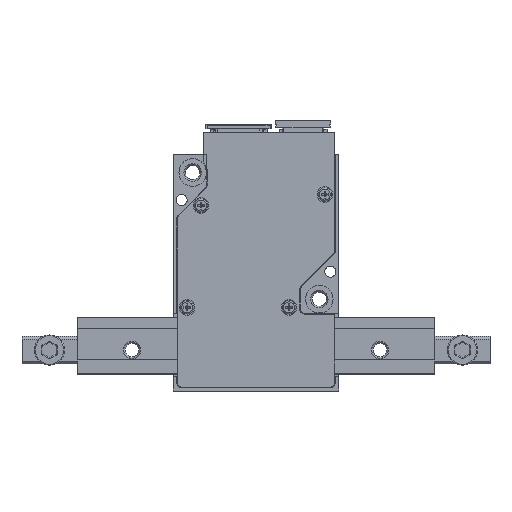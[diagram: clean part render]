
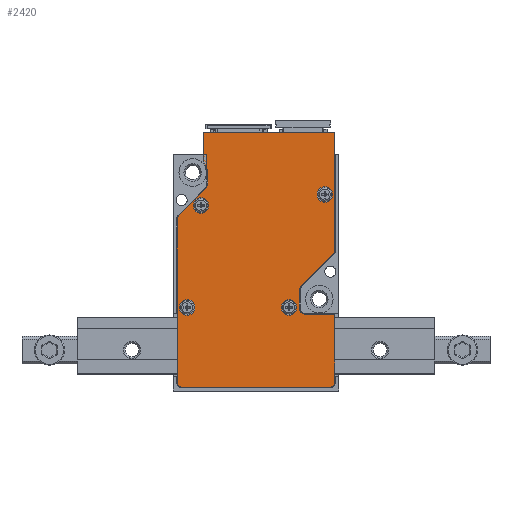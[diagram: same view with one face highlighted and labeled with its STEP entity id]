
A CAD part, top view. The second image highlights one B-rep face of the part: STEP entity #2420.
In plain terms, the highlighted planar face has unit normal (0, 0, 1).
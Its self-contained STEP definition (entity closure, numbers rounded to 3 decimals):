
#1918=FACE_BOUND('',#6246,.T.);
#1919=FACE_BOUND('',#6247,.T.);
#1920=FACE_BOUND('',#6248,.T.);
#1921=FACE_BOUND('',#6249,.T.);
#1922=FACE_BOUND('',#6250,.T.);
#2420=ADVANCED_FACE('',(#1918,#1919,#1920,#1921,#1922),#3593,.F.);
#3593=PLANE('',#28245);
#6246=EDGE_LOOP('',(#9685));
#6247=EDGE_LOOP('',(#9686));
#6248=EDGE_LOOP('',(#9687));
#6249=EDGE_LOOP('',(#9688));
#6250=EDGE_LOOP('',(#9689,#9690,#9691,#9692,#9693,#9694,#9695,#9696,#9697,
#9698,#9699,#9700,#9701,#9702,#9703,#9704,#9705,#9706,#9707));
#7644=CIRCLE('',#28230,2.7);
#7645=CIRCLE('',#28234,1.4);
#7646=CIRCLE('',#28235,1.4);
#7647=CIRCLE('',#28236,1.4);
#7648=CIRCLE('',#28237,1.4);
#7649=CIRCLE('',#28238,1.1);
#7650=CIRCLE('',#28239,0.9);
#7651=CIRCLE('',#28240,1.1);
#7652=CIRCLE('',#28241,0.9);
#7653=CIRCLE('',#28242,0.9);
#7654=CIRCLE('',#28243,0.9);
#7655=CIRCLE('',#28244,1.1);
#9685=ORIENTED_EDGE('',*,*,#18691,.T.);
#9686=ORIENTED_EDGE('',*,*,#18692,.T.);
#9687=ORIENTED_EDGE('',*,*,#18693,.T.);
#9688=ORIENTED_EDGE('',*,*,#18694,.T.);
#9689=ORIENTED_EDGE('',*,*,#18663,.T.);
#9690=ORIENTED_EDGE('',*,*,#18695,.T.);
#9691=ORIENTED_EDGE('',*,*,#18667,.T.);
#9692=ORIENTED_EDGE('',*,*,#18696,.T.);
#9693=ORIENTED_EDGE('',*,*,#18671,.T.);
#9694=ORIENTED_EDGE('',*,*,#18677,.T.);
#9695=ORIENTED_EDGE('',*,*,#18680,.T.);
#9696=ORIENTED_EDGE('',*,*,#18683,.T.);
#9697=ORIENTED_EDGE('',*,*,#18686,.T.);
#9698=ORIENTED_EDGE('',*,*,#18697,.T.);
#9699=ORIENTED_EDGE('',*,*,#18687,.T.);
#9700=ORIENTED_EDGE('',*,*,#18698,.T.);
#9701=ORIENTED_EDGE('',*,*,#18650,.T.);
#9702=ORIENTED_EDGE('',*,*,#18699,.T.);
#9703=ORIENTED_EDGE('',*,*,#18654,.T.);
#9704=ORIENTED_EDGE('',*,*,#18700,.T.);
#9705=ORIENTED_EDGE('',*,*,#18656,.T.);
#9706=ORIENTED_EDGE('',*,*,#18662,.T.);
#9707=ORIENTED_EDGE('',*,*,#18701,.T.);
#15921=VERTEX_POINT('',#42228);
#15922=VERTEX_POINT('',#42230);
#15925=VERTEX_POINT('',#42237);
#15926=VERTEX_POINT('',#42239);
#15927=VERTEX_POINT('',#42243);
#15928=VERTEX_POINT('',#42244);
#15932=VERTEX_POINT('',#42254);
#15933=VERTEX_POINT('',#42258);
#15934=VERTEX_POINT('',#42259);
#15937=VERTEX_POINT('',#42267);
#15938=VERTEX_POINT('',#42268);
#15941=VERTEX_POINT('',#42276);
#15942=VERTEX_POINT('',#42277);
#15946=VERTEX_POINT('',#42287);
#15948=VERTEX_POINT('',#42293);
#15950=VERTEX_POINT('',#42299);
#15952=VERTEX_POINT('',#42305);
#15953=VERTEX_POINT('',#42309);
#15954=VERTEX_POINT('',#42310);
#15957=VERTEX_POINT('',#42318);
#15958=VERTEX_POINT('',#42320);
#15959=VERTEX_POINT('',#42322);
#15960=VERTEX_POINT('',#42324);
#18650=EDGE_CURVE('',#15922,#15921,#21965,.T.);
#18654=EDGE_CURVE('',#15926,#15925,#21969,.T.);
#18656=EDGE_CURVE('',#15927,#15928,#21971,.T.);
#18662=EDGE_CURVE('',#15928,#15932,#21977,.T.);
#18663=EDGE_CURVE('',#15933,#15934,#21978,.T.);
#18667=EDGE_CURVE('',#15937,#15938,#21982,.T.);
#18671=EDGE_CURVE('',#15941,#15942,#21986,.T.);
#18677=EDGE_CURVE('',#15942,#15946,#21992,.T.);
#18680=EDGE_CURVE('',#15946,#15948,#21995,.T.);
#18683=EDGE_CURVE('',#15948,#15950,#7644,.T.);
#18686=EDGE_CURVE('',#15950,#15952,#21999,.T.);
#18687=EDGE_CURVE('',#15953,#15954,#22000,.T.);
#18691=EDGE_CURVE('',#15957,#15957,#7645,.T.);
#18692=EDGE_CURVE('',#15958,#15958,#7646,.T.);
#18693=EDGE_CURVE('',#15959,#15959,#7647,.T.);
#18694=EDGE_CURVE('',#15960,#15960,#7648,.T.);
#18695=EDGE_CURVE('',#15934,#15937,#7649,.T.);
#18696=EDGE_CURVE('',#15938,#15941,#7650,.T.);
#18697=EDGE_CURVE('',#15952,#15953,#7651,.T.);
#18698=EDGE_CURVE('',#15954,#15922,#7652,.T.);
#18699=EDGE_CURVE('',#15921,#15926,#7653,.T.);
#18700=EDGE_CURVE('',#15925,#15927,#7654,.T.);
#18701=EDGE_CURVE('',#15932,#15933,#7655,.T.);
#21965=LINE('',#42229,#24972);
#21969=LINE('',#42238,#24976);
#21971=LINE('',#42242,#24978);
#21977=LINE('',#42255,#24984);
#21978=LINE('',#42257,#24985);
#21982=LINE('',#42266,#24989);
#21986=LINE('',#42275,#24993);
#21992=LINE('',#42288,#24999);
#21995=LINE('',#42294,#25002);
#21999=LINE('',#42306,#25006);
#22000=LINE('',#42308,#25007);
#24972=VECTOR('',#31478,1.);
#24976=VECTOR('',#31484,1.);
#24978=VECTOR('',#31488,1.);
#24984=VECTOR('',#31496,1.);
#24985=VECTOR('',#31499,1.);
#24989=VECTOR('',#31505,1.);
#24993=VECTOR('',#31511,1.);
#24999=VECTOR('',#31519,1.);
#25002=VECTOR('',#31524,1.);
#25006=VECTOR('',#31536,1.);
#25007=VECTOR('',#31539,1.);
#28230=AXIS2_PLACEMENT_3D('',#42300,#31530,#31531);
#28234=AXIS2_PLACEMENT_3D('',#42317,#31545,#31546);
#28235=AXIS2_PLACEMENT_3D('',#42319,#31547,#31548);
#28236=AXIS2_PLACEMENT_3D('',#42321,#31549,#31550);
#28237=AXIS2_PLACEMENT_3D('',#42323,#31551,#31552);
#28238=AXIS2_PLACEMENT_3D('',#42325,#31553,#31554);
#28239=AXIS2_PLACEMENT_3D('',#42326,#31555,#31556);
#28240=AXIS2_PLACEMENT_3D('',#42327,#31557,#31558);
#28241=AXIS2_PLACEMENT_3D('',#42328,#31559,#31560);
#28242=AXIS2_PLACEMENT_3D('',#42329,#31561,#31562);
#28243=AXIS2_PLACEMENT_3D('',#42330,#31563,#31564);
#28244=AXIS2_PLACEMENT_3D('',#42331,#31565,#31566);
#28245=AXIS2_PLACEMENT_3D('',#42332,#31567,#31568);
#31478=DIRECTION('',(0.,-1.,0.));
#31484=DIRECTION('',(1.,0.,0.));
#31488=DIRECTION('',(0.,1.,0.));
#31496=DIRECTION('',(-1.,0.,0.));
#31499=DIRECTION('',(0.,1.,0.));
#31505=DIRECTION('',(0.707,0.707,0.));
#31511=DIRECTION('',(0.,1.,0.));
#31519=DIRECTION('',(-1.,0.,0.));
#31524=DIRECTION('',(0.,-1.,0.));
#31530=DIRECTION('',(0.,0.,-1.));
#31531=DIRECTION('',(1.,0.,0.));
#31536=DIRECTION('',(0.,-1.,0.));
#31539=DIRECTION('',(-0.707,-0.707,0.));
#31545=DIRECTION('',(0.,0.,-1.));
#31546=DIRECTION('',(-1.,0.,0.));
#31547=DIRECTION('',(0.,0.,-1.));
#31548=DIRECTION('',(-1.,0.,0.));
#31549=DIRECTION('',(0.,0.,-1.));
#31550=DIRECTION('',(-1.,0.,0.));
#31551=DIRECTION('',(0.,0.,-1.));
#31552=DIRECTION('',(-1.,0.,0.));
#31553=DIRECTION('',(0.,0.,-1.));
#31554=DIRECTION('',(-1.,0.,0.));
#31555=DIRECTION('',(0.,0.,1.));
#31556=DIRECTION('',(-1.,0.,0.));
#31557=DIRECTION('',(0.,0.,-1.));
#31558=DIRECTION('',(-1.,0.,0.));
#31559=DIRECTION('',(0.,0.,1.));
#31560=DIRECTION('',(-1.,0.,0.));
#31561=DIRECTION('',(0.,0.,1.));
#31562=DIRECTION('',(-1.,0.,0.));
#31563=DIRECTION('',(0.,0.,1.));
#31564=DIRECTION('',(-1.,0.,0.));
#31565=DIRECTION('',(0.,0.,-1.));
#31566=DIRECTION('',(-1.,0.,0.));
#31567=DIRECTION('',(0.,0.,-1.));
#31568=DIRECTION('',(-1.,0.,0.));
#42228=CARTESIAN_POINT('',(-14.3,1.6,0.1));
#42229=CARTESIAN_POINT('',(-14.3,31.643,0.1));
#42230=CARTESIAN_POINT('',(-14.3,31.271,0.1));
#42237=CARTESIAN_POINT('',(13.4,0.7,0.1));
#42238=CARTESIAN_POINT('',(-14.3,0.7,0.1));
#42239=CARTESIAN_POINT('',(-13.4,0.7,0.1));
#42242=CARTESIAN_POINT('',(14.3,0.7,0.1));
#42243=CARTESIAN_POINT('',(14.3,1.6,0.1));
#42244=CARTESIAN_POINT('',(14.3,13.95,0.1));
#42254=CARTESIAN_POINT('',(9.,13.95,0.1));
#42255=CARTESIAN_POINT('',(14.3,13.95,0.1));
#42257=CARTESIAN_POINT('',(7.9,13.95,0.1));
#42258=CARTESIAN_POINT('',(7.9,15.05,0.1));
#42259=CARTESIAN_POINT('',(7.9,18.315,0.1));
#42266=CARTESIAN_POINT('',(7.9,18.771,0.1));
#42267=CARTESIAN_POINT('',(8.222,19.093,0.1));
#42268=CARTESIAN_POINT('',(14.036,24.907,0.1));
#42275=CARTESIAN_POINT('',(14.3,25.171,0.1));
#42276=CARTESIAN_POINT('',(14.3,25.544,0.1));
#42277=CARTESIAN_POINT('',(14.3,47.,0.1));
#42287=CARTESIAN_POINT('',(-9.6,47.,0.1));
#42288=CARTESIAN_POINT('',(14.3,47.,0.1));
#42293=CARTESIAN_POINT('',(-9.6,41.618,0.1));
#42294=CARTESIAN_POINT('',(-9.6,47.,0.1));
#42299=CARTESIAN_POINT('',(-8.8,39.7,0.1));
#42300=CARTESIAN_POINT('',(-11.5,39.7,0.1));
#42305=CARTESIAN_POINT('',(-8.8,37.599,0.1));
#42306=CARTESIAN_POINT('',(-8.8,39.7,0.1));
#42308=CARTESIAN_POINT('',(-8.8,37.143,0.1));
#42309=CARTESIAN_POINT('',(-9.122,36.821,0.1));
#42310=CARTESIAN_POINT('',(-14.036,31.907,0.1));
#42317=CARTESIAN_POINT('',(12.5,35.7,0.1));
#42318=CARTESIAN_POINT('',(11.1,35.7,0.1));
#42319=CARTESIAN_POINT('',(6.,15.2,0.1));
#42320=CARTESIAN_POINT('',(4.6,15.2,0.1));
#42321=CARTESIAN_POINT('',(-10.,33.7,0.1));
#42322=CARTESIAN_POINT('',(-11.4,33.7,0.1));
#42323=CARTESIAN_POINT('',(-12.5,15.2,0.1));
#42324=CARTESIAN_POINT('',(-13.9,15.2,0.1));
#42325=CARTESIAN_POINT('',(9.,18.315,0.1));
#42326=CARTESIAN_POINT('',(13.4,25.544,0.1));
#42327=CARTESIAN_POINT('',(-9.9,37.599,0.1));
#42328=CARTESIAN_POINT('',(-13.4,31.271,0.1));
#42329=CARTESIAN_POINT('',(-13.4,1.6,0.1));
#42330=CARTESIAN_POINT('',(13.4,1.6,0.1));
#42331=CARTESIAN_POINT('',(9.,15.05,0.1));
#42332=CARTESIAN_POINT('',(-11.5,39.7,0.1));
